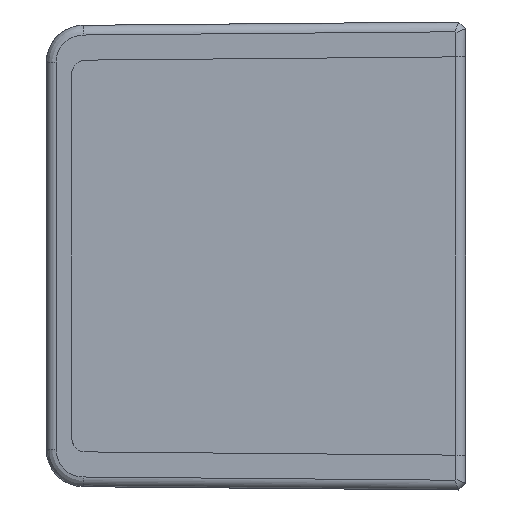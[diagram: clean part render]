
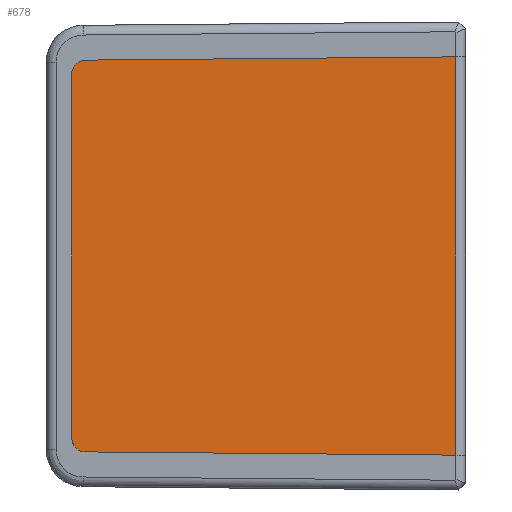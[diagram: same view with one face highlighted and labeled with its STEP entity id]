
A CAD part, left-side view. The second image highlights one B-rep face of the part: STEP entity #678.
In plain terms, the highlighted planar face has unit normal (-1, 0, 0).
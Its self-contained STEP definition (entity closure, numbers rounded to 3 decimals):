
#470=CIRCLE('',#4636,0.7);
#471=CIRCLE('',#4639,0.7);
#678=ADVANCED_FACE('',(#1057),#958,.T.);
#958=PLANE('',#4643);
#1057=FACE_OUTER_BOUND('',#1310,.T.);
#1310=EDGE_LOOP('',(#1742,#1743,#1744,#1745,#1746,#1747));
#1742=ORIENTED_EDGE('',*,*,#3419,.T.);
#1743=ORIENTED_EDGE('',*,*,#3395,.F.);
#1744=ORIENTED_EDGE('',*,*,#3416,.T.);
#1745=ORIENTED_EDGE('',*,*,#3431,.T.);
#1746=ORIENTED_EDGE('',*,*,#3432,.T.);
#1747=ORIENTED_EDGE('',*,*,#3433,.T.);
#2966=VERTEX_POINT('',#6359);
#2968=VERTEX_POINT('',#6362);
#2986=VERTEX_POINT('',#6450);
#2988=VERTEX_POINT('',#6456);
#2996=VERTEX_POINT('',#6488);
#2997=VERTEX_POINT('',#6490);
#3395=EDGE_CURVE('',#2966,#2968,#4060,.T.);
#3416=EDGE_CURVE('',#2966,#2986,#470,.T.);
#3419=EDGE_CURVE('',#2988,#2968,#471,.T.);
#3431=EDGE_CURVE('',#2986,#2996,#4082,.T.);
#3432=EDGE_CURVE('',#2996,#2997,#4083,.T.);
#3433=EDGE_CURVE('',#2997,#2988,#4084,.T.);
#4060=LINE('',#6361,#4359);
#4082=LINE('',#6487,#4381);
#4083=LINE('',#6489,#4382);
#4084=LINE('',#6491,#4383);
#4359=VECTOR('',#5143,1.);
#4381=VECTOR('',#5197,1.);
#4382=VECTOR('',#5198,1.);
#4383=VECTOR('',#5199,1.);
#4636=AXIS2_PLACEMENT_3D('',#6449,#5174,#5175);
#4639=AXIS2_PLACEMENT_3D('',#6455,#5181,#5182);
#4643=AXIS2_PLACEMENT_3D('',#6492,#5200,#5201);
#5143=DIRECTION('',(0.,0.,1.));
#5174=DIRECTION('',(-1.,0.,0.));
#5175=DIRECTION('',(0.,1.,0.));
#5181=DIRECTION('',(-1.,0.,0.));
#5182=DIRECTION('',(0.,0.009,1.));
#5197=DIRECTION('',(0.,-1.,-0.009));
#5198=DIRECTION('',(0.,0.,1.));
#5199=DIRECTION('',(0.,1.,-0.009));
#5200=DIRECTION('',(-1.,0.,0.));
#5201=DIRECTION('',(0.,1.,0.));
#6359=CARTESIAN_POINT('',(-34.4,10.7,-9.347));
#6361=CARTESIAN_POINT('',(-34.4,10.7,-9.206));
#6362=CARTESIAN_POINT('',(-34.4,10.7,9.347));
#6449=CARTESIAN_POINT('',(-34.4,10.,-9.347));
#6450=CARTESIAN_POINT('',(-34.4,10.006,-10.047));
#6455=CARTESIAN_POINT('',(-34.4,10.,9.347));
#6456=CARTESIAN_POINT('',(-34.4,10.006,10.047));
#6487=CARTESIAN_POINT('',(-34.4,9.907,-10.048));
#6488=CARTESIAN_POINT('',(-34.4,-9.,-10.213));
#6489=CARTESIAN_POINT('',(-34.4,-9.,-10.071));
#6490=CARTESIAN_POINT('',(-34.4,-9.,10.213));
#6491=CARTESIAN_POINT('',(-34.4,-8.999,10.213));
#6492=CARTESIAN_POINT('',(-34.4,10.6,-10.875));
